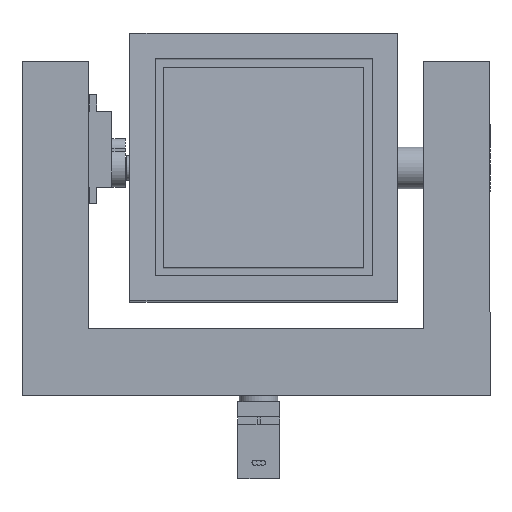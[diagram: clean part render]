
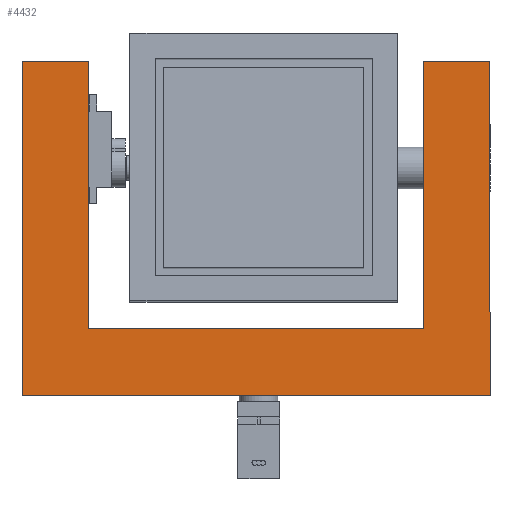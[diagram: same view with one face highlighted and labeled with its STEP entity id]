
A CAD part, front view. The second image highlights one B-rep face of the part: STEP entity #4432.
In plain terms, the highlighted planar face has unit normal (0, -1, 0).
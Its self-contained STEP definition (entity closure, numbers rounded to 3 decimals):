
#118=PLANE('',#4736);
#321=FACE_OUTER_BOUND('',#557,.T.);
#557=EDGE_LOOP('',(#3156,#3157,#3158,#3159,#3160,#3161,#3162,#3163));
#846=LINE('',#6339,#1412);
#850=LINE('',#6348,#1416);
#854=LINE('',#6356,#1420);
#855=LINE('',#6358,#1421);
#856=LINE('',#6359,#1422);
#857=LINE('',#6361,#1423);
#858=LINE('',#6363,#1424);
#859=LINE('',#6364,#1425);
#1412=VECTOR('',#5111,10.);
#1416=VECTOR('',#5117,10.);
#1420=VECTOR('',#5123,10.);
#1421=VECTOR('',#5124,10.);
#1422=VECTOR('',#5125,10.);
#1423=VECTOR('',#5126,10.);
#1424=VECTOR('',#5127,10.);
#1425=VECTOR('',#5128,10.);
#2050=VERTEX_POINT('',#6337);
#2051=VERTEX_POINT('',#6338);
#2054=VERTEX_POINT('',#6346);
#2055=VERTEX_POINT('',#6347);
#2058=VERTEX_POINT('',#6355);
#2059=VERTEX_POINT('',#6357);
#2060=VERTEX_POINT('',#6360);
#2061=VERTEX_POINT('',#6362);
#2488=EDGE_CURVE('',#2050,#2051,#846,.T.);
#2492=EDGE_CURVE('',#2054,#2055,#850,.T.);
#2496=EDGE_CURVE('',#2050,#2058,#854,.T.);
#2497=EDGE_CURVE('',#2059,#2058,#855,.T.);
#2498=EDGE_CURVE('',#2055,#2059,#856,.T.);
#2499=EDGE_CURVE('',#2054,#2060,#857,.T.);
#2500=EDGE_CURVE('',#2061,#2060,#858,.T.);
#2501=EDGE_CURVE('',#2051,#2061,#859,.T.);
#3156=ORIENTED_EDGE('',*,*,#2488,.F.);
#3157=ORIENTED_EDGE('',*,*,#2496,.T.);
#3158=ORIENTED_EDGE('',*,*,#2497,.F.);
#3159=ORIENTED_EDGE('',*,*,#2498,.F.);
#3160=ORIENTED_EDGE('',*,*,#2492,.F.);
#3161=ORIENTED_EDGE('',*,*,#2499,.T.);
#3162=ORIENTED_EDGE('',*,*,#2500,.F.);
#3163=ORIENTED_EDGE('',*,*,#2501,.F.);
#4432=ADVANCED_FACE('',(#321),#118,.T.);
#4736=AXIS2_PLACEMENT_3D('',#6354,#5121,#5122);
#5111=DIRECTION('',(-1.,0.,0.));
#5117=DIRECTION('',(1.,0.,0.));
#5121=DIRECTION('center_axis',(0.,-1.,0.));
#5122=DIRECTION('ref_axis',(1.,0.,0.));
#5123=DIRECTION('',(0.,0.,1.));
#5124=DIRECTION('',(1.,0.,0.));
#5125=DIRECTION('',(0.,0.,1.));
#5126=DIRECTION('',(0.,0.,1.));
#5127=DIRECTION('',(1.,0.,0.));
#5128=DIRECTION('',(0.,0.,1.));
#6337=CARTESIAN_POINT('',(70.,-10.,0.));
#6338=CARTESIAN_POINT('',(-70.,-10.,0.));
#6339=CARTESIAN_POINT('',(50.,-10.,0.));
#6346=CARTESIAN_POINT('',(-50.,-10.,20.));
#6347=CARTESIAN_POINT('',(50.,-10.,20.));
#6348=CARTESIAN_POINT('',(50.,-10.,20.));
#6354=CARTESIAN_POINT('Origin',(-50.,-10.,0.));
#6355=CARTESIAN_POINT('',(70.,-10.,100.));
#6356=CARTESIAN_POINT('',(70.,-10.,0.));
#6357=CARTESIAN_POINT('',(50.,-10.,100.));
#6358=CARTESIAN_POINT('',(70.,-10.,100.));
#6359=CARTESIAN_POINT('',(50.,-10.,0.));
#6360=CARTESIAN_POINT('',(-50.,-10.,100.));
#6361=CARTESIAN_POINT('',(-50.,-10.,0.));
#6362=CARTESIAN_POINT('',(-70.,-10.,100.));
#6363=CARTESIAN_POINT('',(-50.,-10.,100.));
#6364=CARTESIAN_POINT('',(-70.,-10.,0.));
